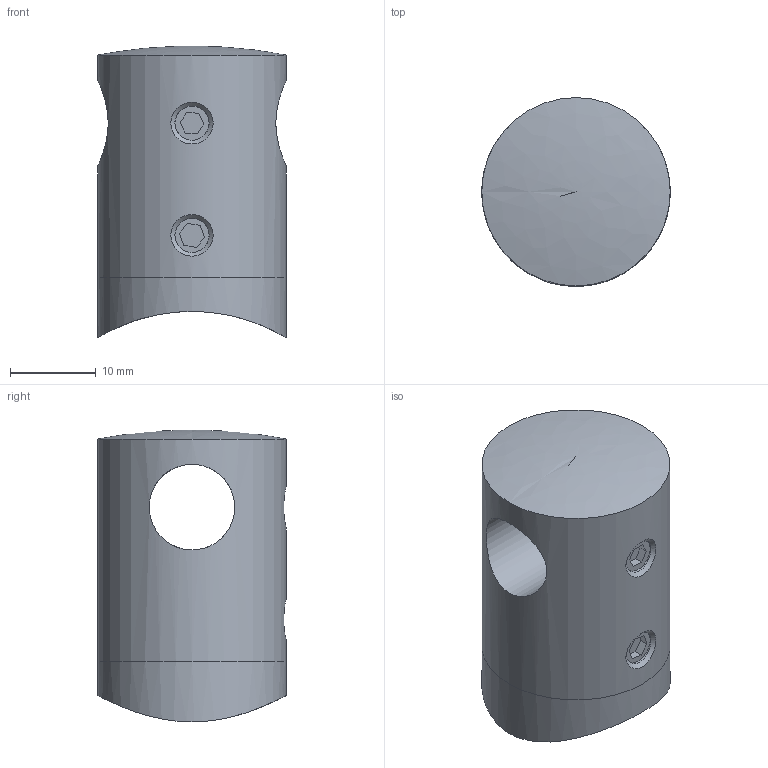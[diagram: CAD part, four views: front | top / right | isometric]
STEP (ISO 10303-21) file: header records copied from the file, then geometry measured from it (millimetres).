
FILE_DESCRIPTION(/* description */ (''),/* implementation_level */ '2;1');
FILE_NAME(/* name */ '1772_Cosch_Edelstahltechnik.stp',/* time_stamp */ '2018-08-16T13:26:43+02:00',/* author */ (''),/* organization */ (''),/* preprocessor_version */ 'ST-DEVELOPER v16',/* originating_system */ 'SIEMENS PLM Software NX 11.0',/* authorisation */ '');
FILE_SCHEMA (('AUTOMOTIVE_DESIGN { 1 0 10303 214 3 1 1 1 }'));
Length unit declared in the file: millimetre
Products named in the file (1): Goge1C0C8D45jwmt
Bounding box: 22 x 22 x 34.08 mm (x, y, z)
Volume: 9939.5 mm3; surface area: 4614.1 mm2
Topology: 2 solids, 2 shells, 33 faces, 77 edges, 52 vertices
Faces by surface type: plane 20, cylinder 9, bspline 3, cone 1
Full cylindrical faces by diameter (mm): 4 x2, 6.5 x1, 9.5 x1, 10 x1, 15.508 x1, 22 x2
Entity records: 1446 total; most frequent: CARTESIAN_POINT 776, DIRECTION 118, ORIENTED_EDGE 108, EDGE_CURVE 54, EDGE_LOOP 52, VERTEX_POINT 43, AXIS2_PLACEMENT_3D 41, LINE 36
